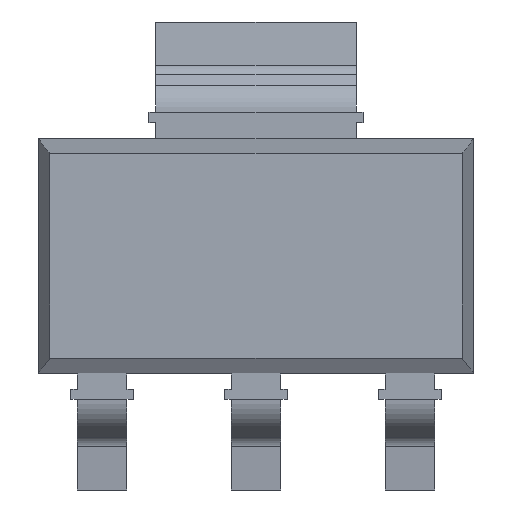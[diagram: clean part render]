
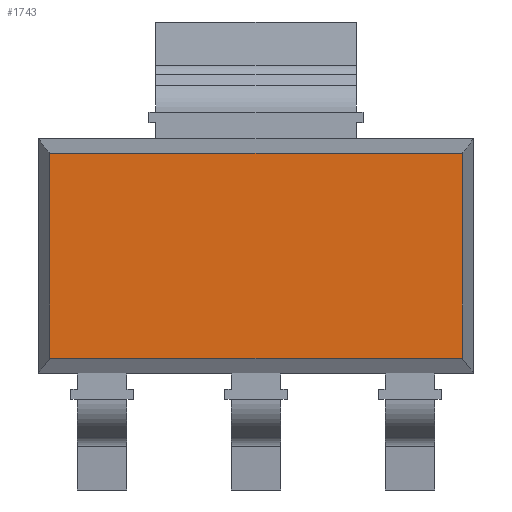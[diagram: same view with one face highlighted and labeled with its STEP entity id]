
A CAD part, top view. The second image highlights one B-rep face of the part: STEP entity #1743.
In plain terms, the highlighted planar face has unit normal (0, 0, 1).
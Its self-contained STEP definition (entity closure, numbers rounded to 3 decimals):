
#65=FACE_OUTER_BOUND('',#167,.T.);
#167=EDGE_LOOP('',(#1255,#1256,#1257,#1258));
#304=LINE('',#2605,#524);
#305=LINE('',#2608,#525);
#306=LINE('',#2610,#526);
#307=LINE('',#2611,#527);
#524=VECTOR('',#2102,1000.);
#525=VECTOR('',#2105,1000.);
#526=VECTOR('',#2106,1000.);
#527=VECTOR('',#2107,1000.);
#760=VERTEX_POINT('',#2599);
#762=VERTEX_POINT('',#2603);
#763=VERTEX_POINT('',#2607);
#764=VERTEX_POINT('',#2609);
#944=EDGE_CURVE('',#760,#762,#304,.T.);
#945=EDGE_CURVE('',#760,#763,#305,.T.);
#946=EDGE_CURVE('',#762,#764,#306,.T.);
#947=EDGE_CURVE('',#763,#764,#307,.T.);
#1255=ORIENTED_EDGE('',*,*,#945,.F.);
#1256=ORIENTED_EDGE('',*,*,#944,.T.);
#1257=ORIENTED_EDGE('',*,*,#946,.T.);
#1258=ORIENTED_EDGE('',*,*,#947,.F.);
#1653=PLANE('',#1871);
#1743=ADVANCED_FACE('',(#65),#1653,.F.);
#1871=AXIS2_PLACEMENT_3D('',#2606,#2103,#2104);
#2102=DIRECTION('',(-1.,0.,0.));
#2103=DIRECTION('center_axis',(0.,0.,
-1.));
#2104=DIRECTION('ref_axis',(0.,1.,0.));
#2105=DIRECTION('',(0.,-1.,0.));
#2106=DIRECTION('',(0.,-1.,0.));
#2107=DIRECTION('',(-1.,0.,0.));
#2599=CARTESIAN_POINT('',(3.082,1.531,1.8));
#2603=CARTESIAN_POINT('',(-3.082,1.531,1.8));
#2605=CARTESIAN_POINT('',(3.25,1.531,1.8));
#2606=CARTESIAN_POINT('Origin',(3.25,1.531,1.8));
#2607=CARTESIAN_POINT('',(3.082,-1.531,1.8));
#2608=CARTESIAN_POINT('',(3.082,1.75,1.8));
#2609=CARTESIAN_POINT('',(-3.082,-1.531,1.8));
#2610=CARTESIAN_POINT('',(-3.082,1.75,1.8));
#2611=CARTESIAN_POINT('',(3.25,-1.531,1.8));
